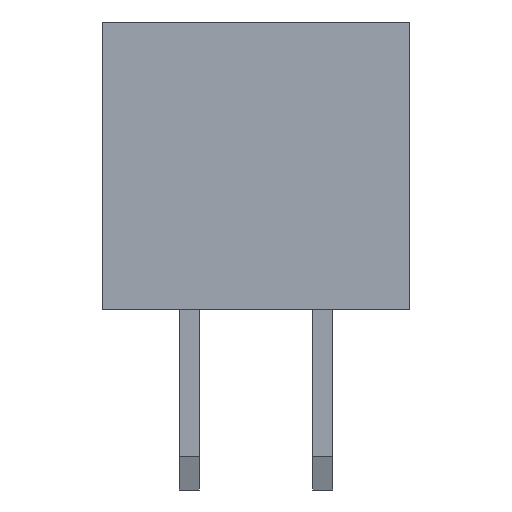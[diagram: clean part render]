
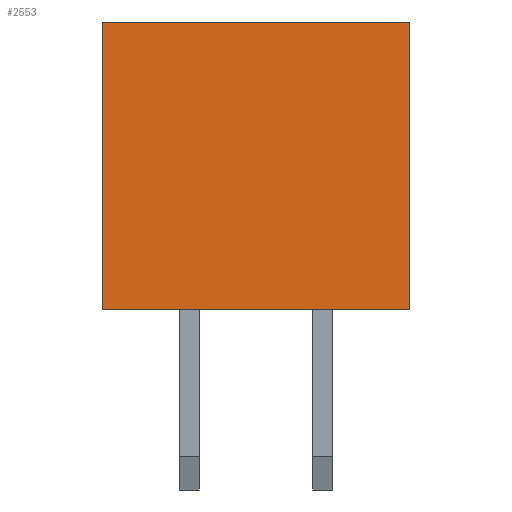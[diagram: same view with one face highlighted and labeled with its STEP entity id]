
A CAD part, left-side view. The second image highlights one B-rep face of the part: STEP entity #2553.
In plain terms, the highlighted planar face has unit normal (-1, 0, 0).
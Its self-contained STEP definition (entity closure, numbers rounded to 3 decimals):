
#30 = VERTEX_POINT ( 'NONE', #5289 ) ;
#651 = VERTEX_POINT ( 'NONE', #1205 ) ;
#992 = CARTESIAN_POINT ( 'NONE',  ( -10.25, -2.3, 4.3 ) ) ;
#1064 = CARTESIAN_POINT ( 'NONE',  ( -10.25, -2.3, 4.3 ) ) ;
#1205 = CARTESIAN_POINT ( 'NONE',  ( -10.25, 2.3, 0. ) ) ;
#1693 = ORIENTED_EDGE ( 'NONE', *, *, #2412, .F. ) ;
#1709 = CARTESIAN_POINT ( 'NONE',  ( -10.25, -2.3, 0. ) ) ;
#1743 = CARTESIAN_POINT ( 'NONE',  ( -10.25, 2.3, 4.3 ) ) ;
#1767 = VECTOR ( 'NONE', #4431, 1000. ) ;
#1799 = CARTESIAN_POINT ( 'NONE',  ( -10.25, 2.3, 4.3 ) ) ;
#2412 = EDGE_CURVE ( 'NONE', #30, #10565, #7346, .T. ) ;
#2553 = ADVANCED_FACE ( 'NONE', ( #3538 ), #6254, .F. ) ;
#2561 = AXIS2_PLACEMENT_3D ( 'NONE', #1064, #4561, #8873 ) ;
#3202 = VECTOR ( 'NONE', #7844, 1000. ) ;
#3231 = VECTOR ( 'NONE', #5140, 1000. ) ;
#3538 = FACE_OUTER_BOUND ( 'NONE', #7402, .T. ) ;
#3687 = VERTEX_POINT ( 'NONE', #1743 ) ;
#4431 = DIRECTION ( 'NONE',  ( 0., -1., 0. ) ) ;
#4561 = DIRECTION ( 'NONE',  ( 1., 0., 0. ) ) ;
#5107 = ORIENTED_EDGE ( 'NONE', *, *, #10308, .F. ) ;
#5140 = DIRECTION ( 'NONE',  ( 0., -1., 0. ) ) ;
#5289 = CARTESIAN_POINT ( 'NONE',  ( -10.25, -2.3, 4.3 ) ) ;
#6254 = PLANE ( 'NONE',  #2561 ) ;
#6608 = DIRECTION ( 'NONE',  ( 0., 0., -1. ) ) ;
#7015 = EDGE_CURVE ( 'NONE', #651, #10565, #9572, .T. ) ;
#7282 = CARTESIAN_POINT ( 'NONE',  ( -10.25, -2.3, 4.3 ) ) ;
#7346 = LINE ( 'NONE', #7282, #7619 ) ;
#7402 = EDGE_LOOP ( 'NONE', ( #8207, #1693, #5107, #10398 ) ) ;
#7619 = VECTOR ( 'NONE', #6608, 1000. ) ;
#7739 = LINE ( 'NONE', #1799, #3202 ) ;
#7844 = DIRECTION ( 'NONE',  ( 0., 0., -1. ) ) ;
#8207 = ORIENTED_EDGE ( 'NONE', *, *, #7015, .T. ) ;
#8745 = LINE ( 'NONE', #992, #1767 ) ;
#8873 = DIRECTION ( 'NONE',  ( 0., 0., -1. ) ) ;
#9572 = LINE ( 'NONE', #1709, #3231 ) ;
#9848 = CARTESIAN_POINT ( 'NONE',  ( -10.25, -2.3, 0. ) ) ;
#10308 = EDGE_CURVE ( 'NONE', #3687, #30, #8745, .T. ) ;
#10398 = ORIENTED_EDGE ( 'NONE', *, *, #11067, .T. ) ;
#10565 = VERTEX_POINT ( 'NONE', #9848 ) ;
#11067 = EDGE_CURVE ( 'NONE', #3687, #651, #7739, .T. ) ;
